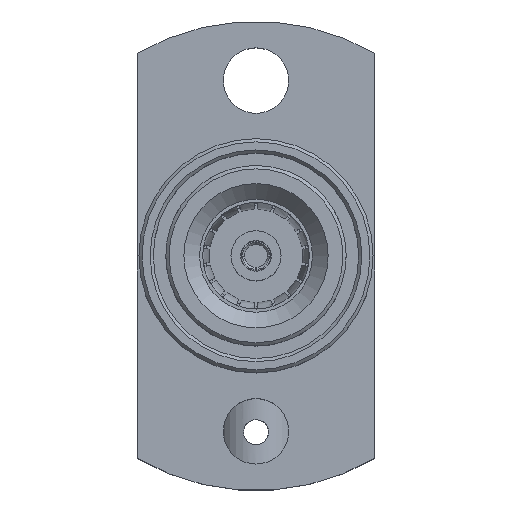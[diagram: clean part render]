
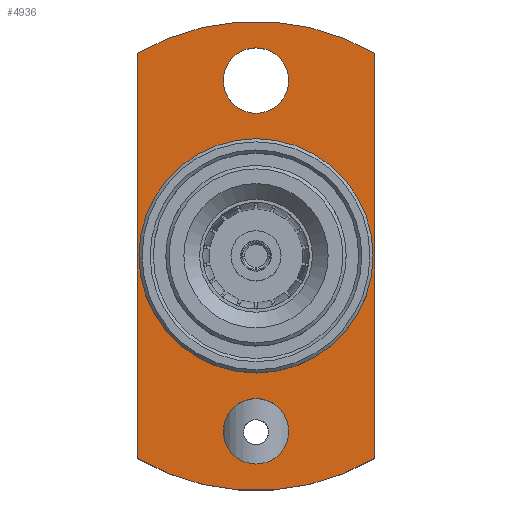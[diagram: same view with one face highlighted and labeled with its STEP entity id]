
A CAD part, top view. The second image highlights one B-rep face of the part: STEP entity #4936.
In plain terms, the highlighted planar face has unit normal (0, 0, 1).
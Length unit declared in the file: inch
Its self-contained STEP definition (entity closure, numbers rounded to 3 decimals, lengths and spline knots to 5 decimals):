
#62 = ORIENTED_EDGE ( 'NONE', *, *, #2512, .T. ) ;
#66 = EDGE_LOOP ( 'NONE', ( #2398, #5678, #62, #4546 ) ) ;
#105 = LINE ( 'NONE', #5346, #255 ) ;
#255 = VECTOR ( 'NONE', #6868, 39.37008 ) ;
#258 = VECTOR ( 'NONE', #1350, 39.37008 ) ;
#328 = CARTESIAN_POINT ( 'NONE',  ( 0., 0., 0.03248 ) ) ;
#751 = DIRECTION ( 'NONE',  ( 1., 0., 0. ) ) ;
#773 = DIRECTION ( 'NONE',  ( 0., 0., 1. ) ) ;
#806 = FACE_BOUND ( 'NONE', #1373, .T. ) ;
#879 = CARTESIAN_POINT ( 'NONE',  ( 0.18898, -0.32276, 0.03248 ) ) ;
#950 = CARTESIAN_POINT ( 'NONE',  ( -0.18898, 0.32276, 0.03248 ) ) ;
#1221 = VERTEX_POINT ( 'NONE', #950 ) ;
#1350 = DIRECTION ( 'NONE',  ( 0., 1., 0. ) ) ;
#1373 = EDGE_LOOP ( 'NONE', ( #4587 ) ) ;
#1416 = VERTEX_POINT ( 'NONE', #879 ) ;
#1637 = DIRECTION ( 'NONE',  ( 0., 0., 1. ) ) ;
#1669 = VERTEX_POINT ( 'NONE', #5538 ) ;
#1802 = DIRECTION ( 'NONE',  ( 1., 0., 0. ) ) ;
#1961 = PLANE ( 'NONE',  #3043 ) ;
#1985 = CIRCLE ( 'NONE', #4104, 0.18661 ) ;
#2002 = FACE_BOUND ( 'NONE', #3216, .T. ) ;
#2108 = CARTESIAN_POINT ( 'NONE',  ( -0.18661, 0., 0.03248 ) ) ;
#2181 = VERTEX_POINT ( 'NONE', #2217 ) ;
#2217 = CARTESIAN_POINT ( 'NONE',  ( 0.05217, -0.27953, 0.03248 ) ) ;
#2398 = ORIENTED_EDGE ( 'NONE', *, *, #3455, .T. ) ;
#2462 = CIRCLE ( 'NONE', #5266, 0.05217 ) ;
#2478 = CARTESIAN_POINT ( 'NONE',  ( 0., 0., 0.03248 ) ) ;
#2512 = EDGE_CURVE ( 'NONE', #7143, #1416, #5471, .T. ) ;
#2694 = VERTEX_POINT ( 'NONE', #2108 ) ;
#2791 = AXIS2_PLACEMENT_3D ( 'NONE', #3592, #5673, #1802 ) ;
#2878 = DIRECTION ( 'NONE',  ( 0., 0., 1. ) ) ;
#3020 = FACE_BOUND ( 'NONE', #4948, .T. ) ;
#3043 = AXIS2_PLACEMENT_3D ( 'NONE', #328, #5253, #4195 ) ;
#3047 = CARTESIAN_POINT ( 'NONE',  ( 0.18898, -0.37402, 0.03248 ) ) ;
#3063 = DIRECTION ( 'NONE',  ( 1., 0., 0. ) ) ;
#3216 = EDGE_LOOP ( 'NONE', ( #5671 ) ) ;
#3291 = CARTESIAN_POINT ( 'NONE',  ( 0.18898, 0.32276, 0.03248 ) ) ;
#3302 = ORIENTED_EDGE ( 'NONE', *, *, #4583, .F. ) ;
#3437 = CARTESIAN_POINT ( 'NONE',  ( 0., 0., 0.03248 ) ) ;
#3455 = EDGE_CURVE ( 'NONE', #7046, #1221, #6888, .T. ) ;
#3592 = CARTESIAN_POINT ( 'NONE',  ( 0., 0., 0.03248 ) ) ;
#4104 = AXIS2_PLACEMENT_3D ( 'NONE', #2478, #773, #4704 ) ;
#4195 = DIRECTION ( 'NONE',  ( 0., -1., 0. ) ) ;
#4220 = EDGE_CURVE ( 'NONE', #2694, #2694, #1985, .T. ) ;
#4309 = DIRECTION ( 'NONE',  ( 1., 0., 0. ) ) ;
#4361 = EDGE_CURVE ( 'NONE', #1221, #7143, #105, .T. ) ;
#4506 = CARTESIAN_POINT ( 'NONE',  ( 0., 0.27953, 0.03248 ) ) ;
#4546 = ORIENTED_EDGE ( 'NONE', *, *, #5334, .T. ) ;
#4583 = EDGE_CURVE ( 'NONE', #1669, #1669, #7147, .T. ) ;
#4587 = ORIENTED_EDGE ( 'NONE', *, *, #5055, .F. ) ;
#4643 = DIRECTION ( 'NONE',  ( 0., 0., 1. ) ) ;
#4704 = DIRECTION ( 'NONE',  ( -1., 0., 0. ) ) ;
#4936 = ADVANCED_FACE ( 'NONE', ( #806, #3020, #2002, #6980 ), #1961, .F. ) ;
#4948 = EDGE_LOOP ( 'NONE', ( #3302 ) ) ;
#5055 = EDGE_CURVE ( 'NONE', #2181, #2181, #2462, .T. ) ;
#5245 = LINE ( 'NONE', #3047, #258 ) ;
#5253 = DIRECTION ( 'NONE',  ( 0., 0., -1. ) ) ;
#5266 = AXIS2_PLACEMENT_3D ( 'NONE', #5992, #1637, #4309 ) ;
#5334 = EDGE_CURVE ( 'NONE', #1416, #7046, #5245, .T. ) ;
#5346 = CARTESIAN_POINT ( 'NONE',  ( -0.18898, -0.37402, 0.03248 ) ) ;
#5471 = CIRCLE ( 'NONE', #2791, 0.37402 ) ;
#5538 = CARTESIAN_POINT ( 'NONE',  ( 0.05217, 0.27953, 0.03248 ) ) ;
#5671 = ORIENTED_EDGE ( 'NONE', *, *, #4220, .F. ) ;
#5673 = DIRECTION ( 'NONE',  ( 0., 0., 1. ) ) ;
#5678 = ORIENTED_EDGE ( 'NONE', *, *, #4361, .T. ) ;
#5992 = CARTESIAN_POINT ( 'NONE',  ( 0., -0.27953, 0.03248 ) ) ;
#6079 = AXIS2_PLACEMENT_3D ( 'NONE', #4506, #4643, #751 ) ;
#6652 = AXIS2_PLACEMENT_3D ( 'NONE', #3437, #2878, #3063 ) ;
#6868 = DIRECTION ( 'NONE',  ( 0., -1., 0. ) ) ;
#6888 = CIRCLE ( 'NONE', #6652, 0.37402 ) ;
#6907 = CARTESIAN_POINT ( 'NONE',  ( -0.18898, -0.32276, 0.03248 ) ) ;
#6980 = FACE_OUTER_BOUND ( 'NONE', #66, .T. ) ;
#7046 = VERTEX_POINT ( 'NONE', #3291 ) ;
#7143 = VERTEX_POINT ( 'NONE', #6907 ) ;
#7147 = CIRCLE ( 'NONE', #6079, 0.05217 ) ;
